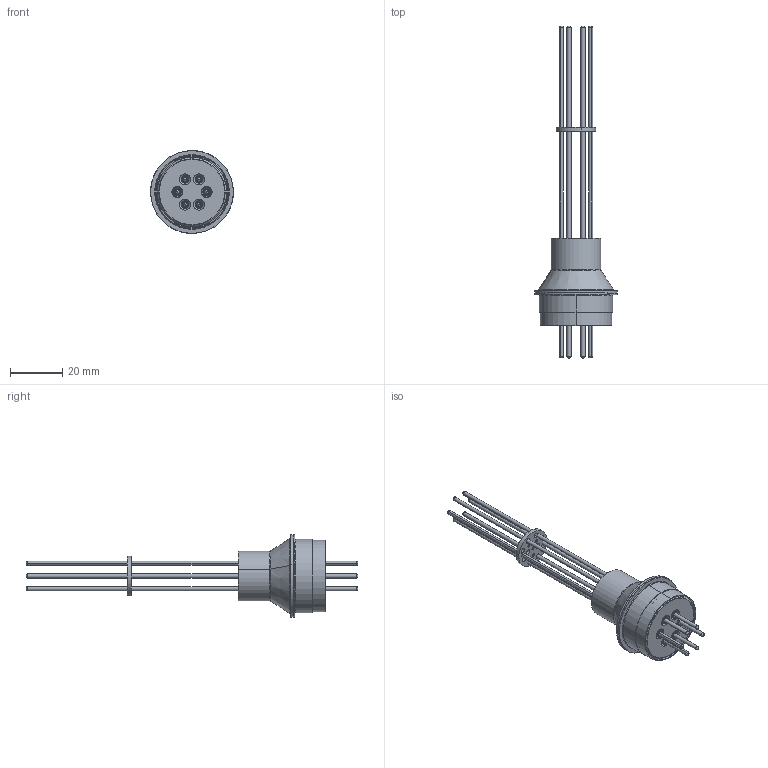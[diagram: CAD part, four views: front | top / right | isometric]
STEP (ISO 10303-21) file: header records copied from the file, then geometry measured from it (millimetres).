
FILE_DESCRIPTION (( 'STEP AP203' ), '1' );
FILE_NAME ('10235-01-W.STEP', '2025-10-08T16:58:59', ( '' ), ( '' ), 'SwSTEP 2.0', 'SolidWorks 2023', '' );
FILE_SCHEMA (( 'CONFIG_CONTROL_DESIGN' ));
Length unit declared in the file: inch
Products named in the file (8): 25603_02; 10700_03; 03116_01; 10391_01; 10235-01-W; 26843_01; 11387_01; 11388_01
Assembly tree (17 placements, depth 3):
  10235-01-W
    10391_01
      25603_02
      10700_03
      03116_01
      11388_01  x6
      11387_01  x6
    26843_01
Bounding box: 31.68 x 127 x 31.68 mm (x, y, z)
Volume: 6618.8 mm3; surface area: 13502.2 mm2
Topology: 19 solids, 19 shells, 259 faces, 542 edges, 324 vertices
Faces by surface type: cylinder 118, cone 70, plane 41, torus 30
Entity records: 5972 total; most frequent: DIRECTION 986, CARTESIAN_POINT 786, ORIENTED_EDGE 744, AXIS2_PLACEMENT_3D 424, EDGE_CURVE 372, CIRCLE 234, VERTEX_POINT 224, EDGE_LOOP 224
